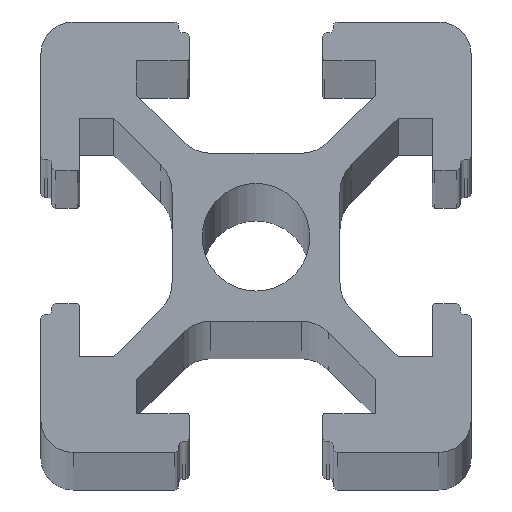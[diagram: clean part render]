
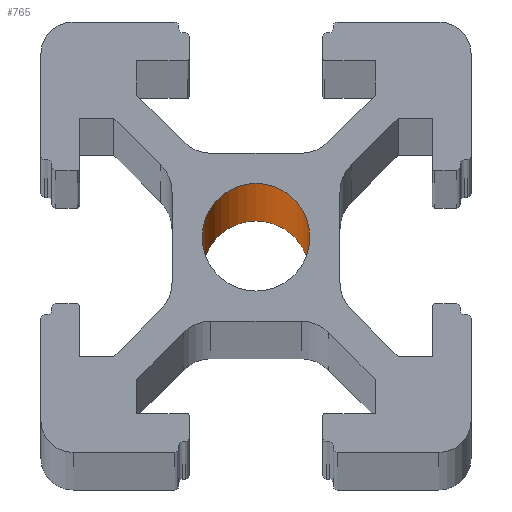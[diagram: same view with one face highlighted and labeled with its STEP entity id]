
A CAD part, top view. The second image highlights one B-rep face of the part: STEP entity #765.
In plain terms, the highlighted cylindrical face has radius 2.5 mm (diameter 5 mm), a partial arc.
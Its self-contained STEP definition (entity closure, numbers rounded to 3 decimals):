
#79 = DIRECTION ( 'NONE',  ( -1., 0., 0. ) ) ;
#257 = VERTEX_POINT ( 'NONE', #2337 ) ;
#313 = EDGE_CURVE ( 'NONE', #509, #2508, #3623, .T. ) ;
#335 = ORIENTED_EDGE ( 'NONE', *, *, #313, .F. ) ;
#348 = EDGE_CURVE ( 'NONE', #257, #2508, #2028, .T. ) ;
#363 = EDGE_CURVE ( 'NONE', #2081, #509, #1086, .T. ) ;
#509 = VERTEX_POINT ( 'NONE', #1922 ) ;
#616 = CIRCLE ( 'NONE', #2012, 2.5 ) ;
#717 = ORIENTED_EDGE ( 'NONE', *, *, #348, .T. ) ;
#765 = ADVANCED_FACE ( 'NONE', ( #2944 ), #3626, .F. ) ;
#836 = DIRECTION ( 'NONE',  ( 0., 0., -1. ) ) ;
#971 = CARTESIAN_POINT ( 'NONE',  ( 0., 0., 1000. ) ) ;
#1086 = LINE ( 'NONE', #3097, #2600 ) ;
#1112 = CARTESIAN_POINT ( 'NONE',  ( 0., 0., 0. ) ) ;
#1260 = DIRECTION ( 'NONE',  ( 1., 0., 0. ) ) ;
#1403 = DIRECTION ( 'NONE',  ( 1., 0., 0. ) ) ;
#1406 = DIRECTION ( 'NONE',  ( 0., 0., -1. ) ) ;
#1432 = CARTESIAN_POINT ( 'NONE',  ( 2.5, 0., 1000. ) ) ;
#1501 = AXIS2_PLACEMENT_3D ( 'NONE', #1112, #3095, #1403 ) ;
#1847 = VECTOR ( 'NONE', #836, 1000. ) ;
#1922 = CARTESIAN_POINT ( 'NONE',  ( 2.5, 0., 0. ) ) ;
#1968 = CARTESIAN_POINT ( 'NONE',  ( -2.5, 0., 1000. ) ) ;
#2012 = AXIS2_PLACEMENT_3D ( 'NONE', #971, #2947, #1260 ) ;
#2028 = LINE ( 'NONE', #1968, #1847 ) ;
#2081 = VERTEX_POINT ( 'NONE', #1432 ) ;
#2134 = EDGE_LOOP ( 'NONE', ( #2696, #2256, #717, #335 ) ) ;
#2256 = ORIENTED_EDGE ( 'NONE', *, *, #3550, .T. ) ;
#2337 = CARTESIAN_POINT ( 'NONE',  ( -2.5, 0., 1000. ) ) ;
#2508 = VERTEX_POINT ( 'NONE', #2605 ) ;
#2600 = VECTOR ( 'NONE', #1406, 1000. ) ;
#2605 = CARTESIAN_POINT ( 'NONE',  ( -2.5, 0., 0. ) ) ;
#2696 = ORIENTED_EDGE ( 'NONE', *, *, #363, .F. ) ;
#2882 = AXIS2_PLACEMENT_3D ( 'NONE', #2927, #3503, #79 ) ;
#2927 = CARTESIAN_POINT ( 'NONE',  ( 0., 0., 1000. ) ) ;
#2944 = FACE_OUTER_BOUND ( 'NONE', #2134, .T. ) ;
#2947 = DIRECTION ( 'NONE',  ( 0., 0., 1. ) ) ;
#3095 = DIRECTION ( 'NONE',  ( 0., 0., 1. ) ) ;
#3097 = CARTESIAN_POINT ( 'NONE',  ( 2.5, 0., 1000. ) ) ;
#3503 = DIRECTION ( 'NONE',  ( 0., 0., -1. ) ) ;
#3550 = EDGE_CURVE ( 'NONE', #2081, #257, #616, .T. ) ;
#3623 = CIRCLE ( 'NONE', #1501, 2.5 ) ;
#3626 = CYLINDRICAL_SURFACE ( 'NONE', #2882, 2.5 ) ;
